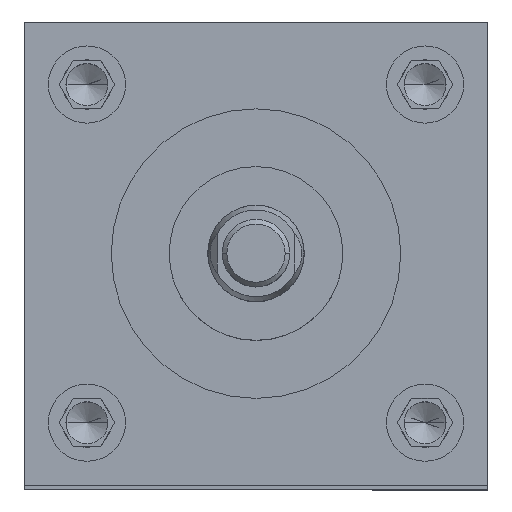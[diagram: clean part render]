
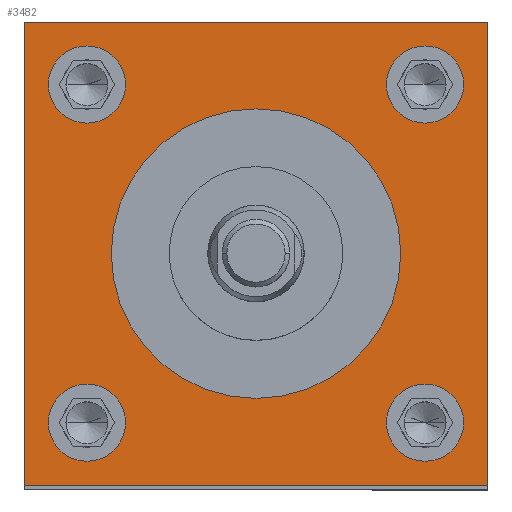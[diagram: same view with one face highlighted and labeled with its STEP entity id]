
A CAD part, top view. The second image highlights one B-rep face of the part: STEP entity #3482.
In plain terms, the highlighted planar face has unit normal (0, 0, 1).
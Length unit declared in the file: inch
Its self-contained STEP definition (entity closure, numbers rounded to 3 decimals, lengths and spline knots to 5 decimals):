
#56 = VECTOR ( 'NONE', #712, 39.37008 ) ;
#97 = CIRCLE ( 'NONE', #3306, 0.25 ) ;
#113 = CIRCLE ( 'NONE', #6321, 0.9375 ) ;
#231 = DIRECTION ( 'NONE',  ( 1., 0., 0. ) ) ;
#406 = CARTESIAN_POINT ( 'NONE',  ( 1.5, -1.5, 17.75 ) ) ;
#512 = VERTEX_POINT ( 'NONE', #5623 ) ;
#558 = DIRECTION ( 'NONE',  ( 1., 0., 0. ) ) ;
#562 = EDGE_CURVE ( 'NONE', #869, #3345, #5216, .T. ) ;
#676 = EDGE_CURVE ( 'NONE', #2927, #6806, #744, .T. ) ;
#712 = DIRECTION ( 'NONE',  ( 0., -1., 0. ) ) ;
#731 = EDGE_CURVE ( 'NONE', #3237, #6154, #4286, .T. ) ;
#744 = CIRCLE ( 'NONE', #1647, 0.25 ) ;
#834 = DIRECTION ( 'NONE',  ( 0., 1., 0. ) ) ;
#835 = ORIENTED_EDGE ( 'NONE', *, *, #5950, .F. ) ;
#869 = VERTEX_POINT ( 'NONE', #2347 ) ;
#920 = DIRECTION ( 'NONE',  ( 1., 0., 0. ) ) ;
#948 = CARTESIAN_POINT ( 'NONE',  ( -1.095, -1.095, 17.75 ) ) ;
#982 = CARTESIAN_POINT ( 'NONE',  ( 1.095, 1.095, 17.75 ) ) ;
#1181 = ORIENTED_EDGE ( 'NONE', *, *, #1451, .F. ) ;
#1183 = ORIENTED_EDGE ( 'NONE', *, *, #1338, .F. ) ;
#1309 = DIRECTION ( 'NONE',  ( -1., 0., 0. ) ) ;
#1338 = EDGE_CURVE ( 'NONE', #2042, #512, #97, .T. ) ;
#1406 = CARTESIAN_POINT ( 'NONE',  ( -1.095, 1.095, 17.75 ) ) ;
#1438 = DIRECTION ( 'NONE',  ( 0., 0., 1. ) ) ;
#1451 = EDGE_CURVE ( 'NONE', #6806, #2927, #6652, .T. ) ;
#1548 = EDGE_CURVE ( 'NONE', #6112, #5882, #3319, .T. ) ;
#1618 = CARTESIAN_POINT ( 'NONE',  ( 0.845, 1.095, 17.75 ) ) ;
#1647 = AXIS2_PLACEMENT_3D ( 'NONE', #5531, #6654, #2826 ) ;
#1673 = CARTESIAN_POINT ( 'NONE',  ( 1.345, -1.095, 17.75 ) ) ;
#1686 = DIRECTION ( 'NONE',  ( 0., 0., 1. ) ) ;
#1789 = ORIENTED_EDGE ( 'NONE', *, *, #5281, .F. ) ;
#1824 = CIRCLE ( 'NONE', #4811, 0.25 ) ;
#1832 = DIRECTION ( 'NONE',  ( 0., 0., 1. ) ) ;
#1935 = CIRCLE ( 'NONE', #2859, 0.25 ) ;
#1971 = ORIENTED_EDGE ( 'NONE', *, *, #731, .T. ) ;
#2009 = ORIENTED_EDGE ( 'NONE', *, *, #1548, .F. ) ;
#2042 = VERTEX_POINT ( 'NONE', #3053 ) ;
#2071 = EDGE_CURVE ( 'NONE', #3759, #5112, #5812, .T. ) ;
#2162 = DIRECTION ( 'NONE',  ( 1., 0., 0. ) ) ;
#2173 = DIRECTION ( 'NONE',  ( 0., 0., -1. ) ) ;
#2299 = EDGE_CURVE ( 'NONE', #512, #2042, #5584, .T. ) ;
#2347 = CARTESIAN_POINT ( 'NONE',  ( 1.5, -1.5, 17.75 ) ) ;
#2366 = ORIENTED_EDGE ( 'NONE', *, *, #3745, .T. ) ;
#2457 = CARTESIAN_POINT ( 'NONE',  ( 1.345, 1.095, 17.75 ) ) ;
#2477 = CARTESIAN_POINT ( 'NONE',  ( 0.845, -1.095, 17.75 ) ) ;
#2636 = FACE_BOUND ( 'NONE', #3719, .T. ) ;
#2670 = DIRECTION ( 'NONE',  ( 1., 0., 0. ) ) ;
#2709 = EDGE_LOOP ( 'NONE', ( #2009, #5947 ) ) ;
#2826 = DIRECTION ( 'NONE',  ( 1., 0., 0. ) ) ;
#2859 = AXIS2_PLACEMENT_3D ( 'NONE', #4570, #1686, #3383 ) ;
#2919 = VECTOR ( 'NONE', #834, 39.37008 ) ;
#2927 = VERTEX_POINT ( 'NONE', #3588 ) ;
#2970 = VECTOR ( 'NONE', #2670, 39.37008 ) ;
#3041 = EDGE_LOOP ( 'NONE', ( #4485, #1183 ) ) ;
#3053 = CARTESIAN_POINT ( 'NONE',  ( -1.345, -1.095, 17.75 ) ) ;
#3139 = FACE_BOUND ( 'NONE', #6119, .T. ) ;
#3166 = DIRECTION ( 'NONE',  ( 0., 0., 1. ) ) ;
#3228 = CARTESIAN_POINT ( 'NONE',  ( -1.5, -1.5, 17.75 ) ) ;
#3237 = VERTEX_POINT ( 'NONE', #6217 ) ;
#3282 = CARTESIAN_POINT ( 'NONE',  ( 0., 0., 17.75 ) ) ;
#3306 = AXIS2_PLACEMENT_3D ( 'NONE', #948, #6385, #6423 ) ;
#3319 = CIRCLE ( 'NONE', #4112, 0.9375 ) ;
#3324 = CARTESIAN_POINT ( 'NONE',  ( -1.5, -1.5, 17.75 ) ) ;
#3345 = VERTEX_POINT ( 'NONE', #5709 ) ;
#3383 = DIRECTION ( 'NONE',  ( 1., 0., 0. ) ) ;
#3479 = AXIS2_PLACEMENT_3D ( 'NONE', #6575, #2173, #5339 ) ;
#3482 = ADVANCED_FACE ( 'NONE', ( #6001, #2636, #7123, #3139, #4378, #4831 ), #7046, .F. ) ;
#3535 = ORIENTED_EDGE ( 'NONE', *, *, #676, .F. ) ;
#3547 = AXIS2_PLACEMENT_3D ( 'NONE', #1406, #3607, #3889 ) ;
#3588 = CARTESIAN_POINT ( 'NONE',  ( -0.845, 1.095, 17.75 ) ) ;
#3607 = DIRECTION ( 'NONE',  ( 0., 0., 1. ) ) ;
#3678 = ORIENTED_EDGE ( 'NONE', *, *, #5826, .F. ) ;
#3719 = EDGE_LOOP ( 'NONE', ( #835, #3678 ) ) ;
#3731 = ORIENTED_EDGE ( 'NONE', *, *, #5372, .T. ) ;
#3745 = EDGE_CURVE ( 'NONE', #3345, #3237, #4587, .T. ) ;
#3759 = VERTEX_POINT ( 'NONE', #2477 ) ;
#3883 = CARTESIAN_POINT ( 'NONE',  ( -0.9375, 0., 17.75 ) ) ;
#3889 = DIRECTION ( 'NONE',  ( 1., 0., 0. ) ) ;
#3954 = DIRECTION ( 'NONE',  ( 0., 0., 1. ) ) ;
#4112 = AXIS2_PLACEMENT_3D ( 'NONE', #3282, #6603, #558 ) ;
#4196 = CARTESIAN_POINT ( 'NONE',  ( 0.9375, 0., 17.75 ) ) ;
#4286 = LINE ( 'NONE', #6486, #56 ) ;
#4378 = FACE_BOUND ( 'NONE', #2709, .T. ) ;
#4476 = VERTEX_POINT ( 'NONE', #1618 ) ;
#4485 = ORIENTED_EDGE ( 'NONE', *, *, #2299, .F. ) ;
#4531 = ORIENTED_EDGE ( 'NONE', *, *, #2071, .F. ) ;
#4570 = CARTESIAN_POINT ( 'NONE',  ( 1.095, 1.095, 17.75 ) ) ;
#4587 = LINE ( 'NONE', #6244, #6981 ) ;
#4630 = CARTESIAN_POINT ( 'NONE',  ( 1.095, -1.095, 17.75 ) ) ;
#4811 = AXIS2_PLACEMENT_3D ( 'NONE', #982, #3166, #2162 ) ;
#4831 = FACE_OUTER_BOUND ( 'NONE', #5633, .T. ) ;
#5071 = DIRECTION ( 'NONE',  ( 1., 0., 0. ) ) ;
#5112 = VERTEX_POINT ( 'NONE', #1673 ) ;
#5157 = CIRCLE ( 'NONE', #7127, 0.25 ) ;
#5216 = LINE ( 'NONE', #406, #2919 ) ;
#5235 = AXIS2_PLACEMENT_3D ( 'NONE', #5726, #3954, #5071 ) ;
#5281 = EDGE_CURVE ( 'NONE', #5112, #3759, #5157, .T. ) ;
#5339 = DIRECTION ( 'NONE',  ( -1., 0., 0. ) ) ;
#5372 = EDGE_CURVE ( 'NONE', #6154, #869, #7119, .T. ) ;
#5531 = CARTESIAN_POINT ( 'NONE',  ( -1.095, 1.095, 17.75 ) ) ;
#5584 = CIRCLE ( 'NONE', #5235, 0.25 ) ;
#5623 = CARTESIAN_POINT ( 'NONE',  ( -0.845, -1.095, 17.75 ) ) ;
#5633 = EDGE_LOOP ( 'NONE', ( #1971, #3731, #5789, #2366 ) ) ;
#5691 = CARTESIAN_POINT ( 'NONE',  ( 0., 0., 17.75 ) ) ;
#5709 = CARTESIAN_POINT ( 'NONE',  ( 1.5, 1.5, 17.75 ) ) ;
#5726 = CARTESIAN_POINT ( 'NONE',  ( -1.095, -1.095, 17.75 ) ) ;
#5747 = CARTESIAN_POINT ( 'NONE',  ( -1.345, 1.095, 17.75 ) ) ;
#5770 = DIRECTION ( 'NONE',  ( 1., 0., 0. ) ) ;
#5789 = ORIENTED_EDGE ( 'NONE', *, *, #562, .T. ) ;
#5812 = CIRCLE ( 'NONE', #6735, 0.25 ) ;
#5826 = EDGE_CURVE ( 'NONE', #4476, #6479, #1824, .T. ) ;
#5882 = VERTEX_POINT ( 'NONE', #3883 ) ;
#5883 = DIRECTION ( 'NONE',  ( 0., 0., 1. ) ) ;
#5947 = ORIENTED_EDGE ( 'NONE', *, *, #6025, .F. ) ;
#5950 = EDGE_CURVE ( 'NONE', #6479, #4476, #1935, .T. ) ;
#6001 = FACE_BOUND ( 'NONE', #6427, .T. ) ;
#6025 = EDGE_CURVE ( 'NONE', #5882, #6112, #113, .T. ) ;
#6112 = VERTEX_POINT ( 'NONE', #4196 ) ;
#6119 = EDGE_LOOP ( 'NONE', ( #3535, #1181 ) ) ;
#6154 = VERTEX_POINT ( 'NONE', #3228 ) ;
#6217 = CARTESIAN_POINT ( 'NONE',  ( -1.5, 1.5, 17.75 ) ) ;
#6244 = CARTESIAN_POINT ( 'NONE',  ( -1.5, 1.5, 17.75 ) ) ;
#6321 = AXIS2_PLACEMENT_3D ( 'NONE', #5691, #1832, #231 ) ;
#6385 = DIRECTION ( 'NONE',  ( 0., 0., 1. ) ) ;
#6423 = DIRECTION ( 'NONE',  ( 1., 0., 0. ) ) ;
#6427 = EDGE_LOOP ( 'NONE', ( #1789, #4531 ) ) ;
#6457 = CARTESIAN_POINT ( 'NONE',  ( 1.095, -1.095, 17.75 ) ) ;
#6479 = VERTEX_POINT ( 'NONE', #2457 ) ;
#6486 = CARTESIAN_POINT ( 'NONE',  ( -1.5, -1.5, 17.75 ) ) ;
#6575 = CARTESIAN_POINT ( 'NONE',  ( -1.5, 1.5, 17.75 ) ) ;
#6603 = DIRECTION ( 'NONE',  ( 0., 0., 1. ) ) ;
#6652 = CIRCLE ( 'NONE', #3547, 0.25 ) ;
#6654 = DIRECTION ( 'NONE',  ( 0., 0., 1. ) ) ;
#6735 = AXIS2_PLACEMENT_3D ( 'NONE', #6457, #1438, #5770 ) ;
#6806 = VERTEX_POINT ( 'NONE', #5747 ) ;
#6981 = VECTOR ( 'NONE', #1309, 39.37008 ) ;
#7046 = PLANE ( 'NONE',  #3479 ) ;
#7119 = LINE ( 'NONE', #3324, #2970 ) ;
#7123 = FACE_BOUND ( 'NONE', #3041, .T. ) ;
#7127 = AXIS2_PLACEMENT_3D ( 'NONE', #4630, #5883, #920 ) ;
